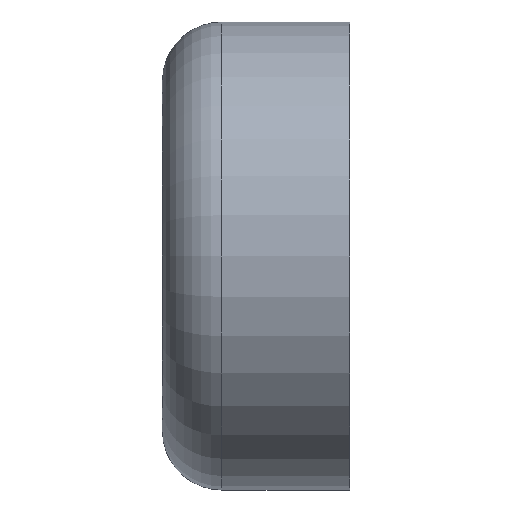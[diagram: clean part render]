
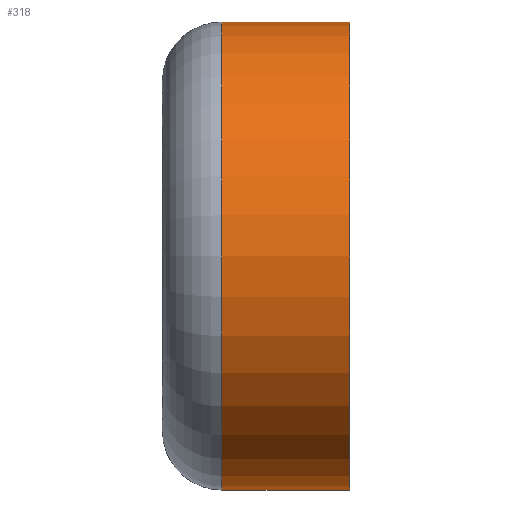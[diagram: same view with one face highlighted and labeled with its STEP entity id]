
A CAD part, left-side view. The second image highlights one B-rep face of the part: STEP entity #318.
In plain terms, the highlighted cylindrical face has radius 9.525 mm (diameter 19.05 mm), a partial arc.
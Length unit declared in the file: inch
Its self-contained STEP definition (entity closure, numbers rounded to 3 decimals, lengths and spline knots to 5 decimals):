
#106 = DIRECTION ( 'NONE',  ( 0., 0., -1. ) ) ;
#107 = DIRECTION ( 'NONE',  ( 0., -1., 0. ) ) ;
#108 = CARTESIAN_POINT ( 'NONE',  ( 0., 0.205, 0. ) ) ;
#109 = DIRECTION ( 'NONE',  ( 0., 0., -1. ) ) ;
#110 = DIRECTION ( 'NONE',  ( 0., -1., 0. ) ) ;
#111 = CARTESIAN_POINT ( 'NONE',  ( 0., 0., 0. ) ) ;
#158 = EDGE_CURVE ( 'NONE', #663, #664, #200, .T. ) ;
#159 = EDGE_CURVE ( 'NONE', #662, #659, #201, .T. ) ;
#200 = CIRCLE ( 'NONE', #262, 0.375 ) ;
#201 = CIRCLE ( 'NONE', #917, 0.375 ) ;
#262 = AXIS2_PLACEMENT_3D ( 'NONE', #111, #110, #109 ) ;
#318 = ADVANCED_FACE ( 'NONE', ( #1001 ), #1004, .T. ) ;
#326 = EDGE_CURVE ( 'NONE', #662, #663, #769, .T. ) ;
#330 = EDGE_CURVE ( 'NONE', #659, #664, #781, .T. ) ;
#381 = VECTOR ( 'NONE', #771, 39.37008 ) ;
#385 = VECTOR ( 'NONE', #783, 39.37008 ) ;
#540 = EDGE_LOOP ( 'NONE', ( #637, #631, #632, #629 ) ) ;
#629 = ORIENTED_EDGE ( 'NONE', *, *, #158, .F. ) ;
#631 = ORIENTED_EDGE ( 'NONE', *, *, #159, .T. ) ;
#632 = ORIENTED_EDGE ( 'NONE', *, *, #330, .T. ) ;
#637 = ORIENTED_EDGE ( 'NONE', *, *, #326, .F. ) ;
#659 = VERTEX_POINT ( 'NONE', #858 ) ;
#662 = VERTEX_POINT ( 'NONE', #861 ) ;
#663 = VERTEX_POINT ( 'NONE', #862 ) ;
#664 = VERTEX_POINT ( 'NONE', #863 ) ;
#723 = CARTESIAN_POINT ( 'NONE',  ( 0., 0., 0. ) ) ;
#724 = DIRECTION ( 'NONE',  ( 0., -1., 0. ) ) ;
#725 = DIRECTION ( 'NONE',  ( 0., 0., -1. ) ) ;
#769 = LINE ( 'NONE', #770, #381 ) ;
#770 = CARTESIAN_POINT ( 'NONE',  ( 0., 0., 0.375 ) ) ;
#771 = DIRECTION ( 'NONE',  ( 0., -1., 0. ) ) ;
#781 = LINE ( 'NONE', #782, #385 ) ;
#782 = CARTESIAN_POINT ( 'NONE',  ( 0., 0., -0.375 ) ) ;
#783 = DIRECTION ( 'NONE',  ( 0., -1., 0. ) ) ;
#858 = CARTESIAN_POINT ( 'NONE',  ( 0., 0.205, -0.375 ) ) ;
#861 = CARTESIAN_POINT ( 'NONE',  ( 0., 0.205, 0.375 ) ) ;
#862 = CARTESIAN_POINT ( 'NONE',  ( 0., 0., 0.375 ) ) ;
#863 = CARTESIAN_POINT ( 'NONE',  ( 0., 0., -0.375 ) ) ;
#917 = AXIS2_PLACEMENT_3D ( 'NONE', #108, #107, #106 ) ;
#999 = AXIS2_PLACEMENT_3D ( 'NONE', #723, #724, #725 ) ;
#1001 = FACE_OUTER_BOUND ( 'NONE', #540, .T. ) ;
#1004 = CYLINDRICAL_SURFACE ( 'NONE', #999, 0.375 ) ;
